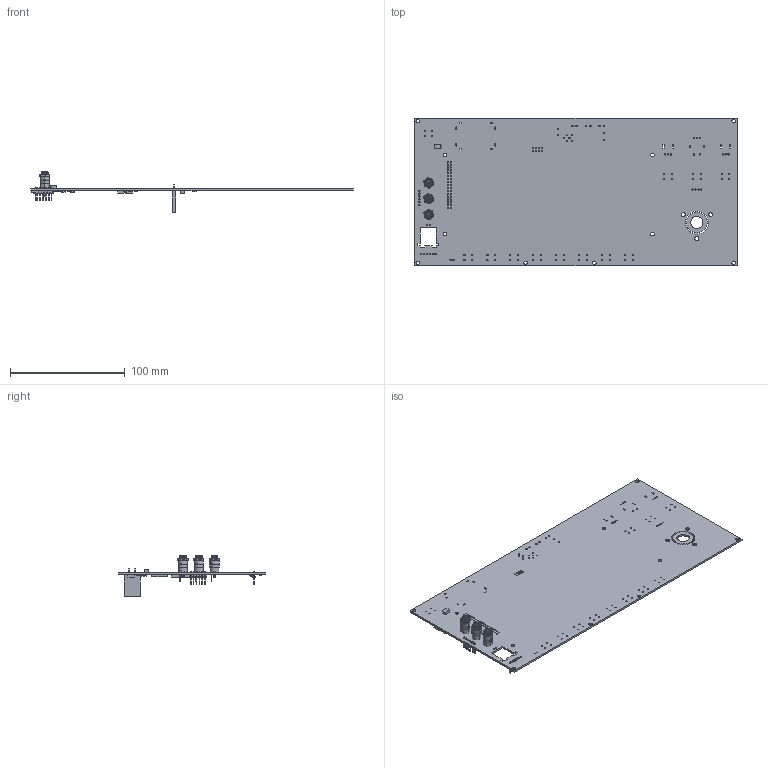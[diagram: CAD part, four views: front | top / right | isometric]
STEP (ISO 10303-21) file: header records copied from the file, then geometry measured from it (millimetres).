
FILE_DESCRIPTION(('Open CASCADE Model'),'2;1');
FILE_NAME('Open CASCADE Shape Model','2021-12-07T15:18:43',('Author'),( 'Open CASCADE'),'Open CASCADE STEP processor 6.8','Open CASCADE 6.8' ,'Unknown');
FILE_SCHEMA(('AUTOMOTIVE_DESIGN { 1 0 10303 214 1 1 1 1 }'));
Length unit declared in the file: millimetre
Products named in the file (80): PCB; Board; Open CASCADE STEP translator 6.8 2.1.1; D4; 6928564304; Body; Pins; X2; PLS-6; PLS-1; ïðÿìîé_øòûðü; îñíîâàíèå; J5; PJ239; Assem1.STEP; front_metal.STEP; mid_plastic.STEP; pin.STEP; nut________.STEP; J4; J3; R26; SW3dPS-0805_SMD_Capacitor; R25; chip_0805_r; R16; C12; X1; U5; SOT23-5-1; U4; R5; 6937880688; Extruded; 6937880448; R4; 6937880128; 6937879888; R3; Q2 ...
Assembly tree (99 placements, depth 5):
  PCB
    Board
      Open CASCADE STEP translator 6.8 2.1.1
    D4
      6928564304
        Body
        Pins
    X2
      PLS-6
        PLS-1  x7
          ïðÿìîé_øòûðü
          îñíîâàíèå
    J5
      PJ239
        Assem1.STEP
          front_metal.STEP
          mid_plastic.STEP
          pin.STEP
          nut________.STEP
    J4
      PJ239
        Assem1.STEP
          front_metal.STEP
          mid_plastic.STEP
          pin.STEP
          nut________.STEP
    J3
      PJ239
        Assem1.STEP
          front_metal.STEP
          mid_plastic.STEP
          pin.STEP
          nut________.STEP
    R26
      SW3dPS-0805_SMD_Capacitor
    R25
      chip_0805_r
    R16
      chip_0805_r
    C12
      SW3dPS-0805_SMD_Capacitor
    X1
      PLS-6
        PLS-1  x7
          ïðÿìîé_øòûðü
          îñíîâàíèå
    U5
      SOT23-5-1
    U4
      SOT23-5-1
    R5
      6937880688  x2
        Extruded
      6937880448
        Extruded
    R4
      6937880128  x2
        Extruded
      6937879888
        Extruded
Bounding box: 281 x 128.5 x 35.8 mm (x, y, z)
Volume: 63779.2 mm3; surface area: 80678.9 mm2
Topology: 162 solids, 162 shells, 3287 faces, 7705 edges, 4718 vertices
Faces by surface type: plane 2058, cylinder 625, bspline 352, cone 102, sphere 84, torus 66
Full cylindrical faces by diameter (mm): 0.81 x4, 0.9 x4, 1 x50, 1.01 x2, 1.1 x69, 1.2 x6, 1.5 x6, 3.1 x10, 3.5 x3, 10.7 x1
Entity records: 60960 total; most frequent: CARTESIAN_POINT 20360, ORIENTED_EDGE 7514, DIRECTION 7218, EDGE_CURVE 3739, LINE 2544, VECTOR 2544, VERTEX_POINT 2365, AXIS2_PLACEMENT_3D 2337
